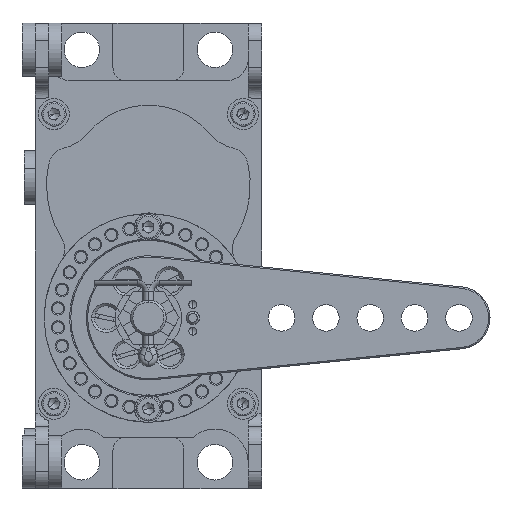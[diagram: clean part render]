
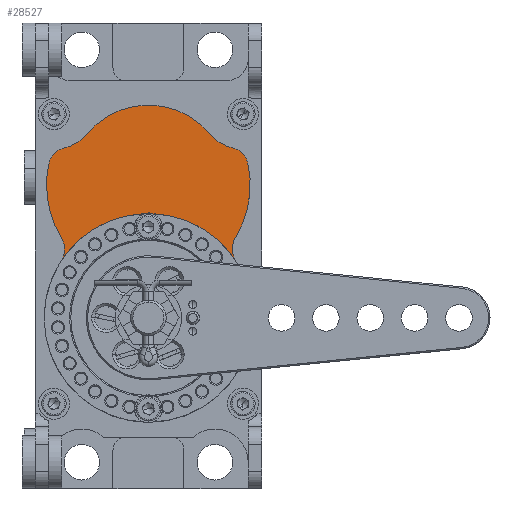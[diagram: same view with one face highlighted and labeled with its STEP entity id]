
A CAD part, top view. The second image highlights one B-rep face of the part: STEP entity #28527.
In plain terms, the highlighted planar face has unit normal (0, 0, 1).
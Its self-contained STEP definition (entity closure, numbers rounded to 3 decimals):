
#202 = CARTESIAN_POINT ( 'NONE',  ( 23.905, 15.517, 13.8 ) ) ;
#1442 = EDGE_CURVE ( 'NONE', #24455, #8933, #9302, .T. ) ;
#2704 = CARTESIAN_POINT ( 'NONE',  ( 0., 30., 13.8 ) ) ;
#2840 = VERTEX_POINT ( 'NONE', #12262 ) ;
#4386 = DIRECTION ( 'NONE',  ( 0., 0., 1. ) ) ;
#7363 = VERTEX_POINT ( 'NONE', #9599 ) ;
#8933 = VERTEX_POINT ( 'NONE', #62662 ) ;
#9033 = AXIS2_PLACEMENT_3D ( 'NONE', #12665, #48409, #63941 ) ;
#9302 = CIRCLE ( 'NONE', #51251, 23.5 ) ;
#9599 = CARTESIAN_POINT ( 'NONE',  ( -22.95, 30., 13.8 ) ) ;
#10425 = DIRECTION ( 'NONE',  ( 1., 0., 0. ) ) ;
#11248 = CIRCLE ( 'NONE', #53215, 4.4 ) ;
#11277 = DIRECTION ( 'NONE',  ( 0., 0., -1. ) ) ;
#12262 = CARTESIAN_POINT ( 'NONE',  ( -19.134, 38.271, 13.8 ) ) ;
#12665 = CARTESIAN_POINT ( 'NONE',  ( 0., 30., 13.8 ) ) ;
#15036 = CIRCLE ( 'NONE', #40130, 5. ) ;
#16013 = CARTESIAN_POINT ( 'NONE',  ( -19.629, 18.108, 13.8 ) ) ;
#16219 = CARTESIAN_POINT ( 'NONE',  ( -18.116, 33.991, 13.8 ) ) ;
#16384 = AXIS2_PLACEMENT_3D ( 'NONE', #66734, #71552, #34458 ) ;
#16816 = FACE_OUTER_BOUND ( 'NONE', #70839, .T. ) ;
#17808 = CIRCLE ( 'NONE', #25483, 4.4 ) ;
#18262 = AXIS2_PLACEMENT_3D ( 'NONE', #2704, #57501, #28754 ) ;
#18693 = DIRECTION ( 'NONE',  ( 0., 0., -1. ) ) ;
#18839 = EDGE_CURVE ( 'NONE', #2840, #26368, #17808, .T. ) ;
#19180 = DIRECTION ( 'NONE',  ( 1., 0., 0. ) ) ;
#19368 = AXIS2_PLACEMENT_3D ( 'NONE', #57574, #67156, #34855 ) ;
#19884 = VERTEX_POINT ( 'NONE', #39976 ) ;
#20122 = EDGE_CURVE ( 'NONE', #7363, #43852, #26124, .T. ) ;
#20672 = CARTESIAN_POINT ( 'NONE',  ( 22.413, 34.937, 13.8 ) ) ;
#22173 = CARTESIAN_POINT ( 'NONE',  ( 18.116, 33.991, 13.8 ) ) ;
#23152 = ORIENTED_EDGE ( 'NONE', *, *, #29104, .T. ) ;
#23439 = DIRECTION ( 'NONE',  ( 1., 0., 0. ) ) ;
#24064 = ORIENTED_EDGE ( 'NONE', *, *, #18839, .T. ) ;
#24455 = VERTEX_POINT ( 'NONE', #32518 ) ;
#24505 = DIRECTION ( 'NONE',  ( 0., 0., 1. ) ) ;
#25483 = AXIS2_PLACEMENT_3D ( 'NONE', #16219, #24505, #66354 ) ;
#26124 = CIRCLE ( 'NONE', #19368, 22.95 ) ;
#26368 = VERTEX_POINT ( 'NONE', #30620 ) ;
#26982 = DIRECTION ( 'NONE',  ( 0., 0., 1. ) ) ;
#27434 = DIRECTION ( 'NONE',  ( 0., 0., 1. ) ) ;
#28012 = ORIENTED_EDGE ( 'NONE', *, *, #1442, .F. ) ;
#28527 = ADVANCED_FACE ( 'NONE', ( #16816 ), #47764, .T. ) ;
#28754 = DIRECTION ( 'NONE',  ( 1., 0., 0. ) ) ;
#28768 = VERTEX_POINT ( 'NONE', #20672 ) ;
#29104 = EDGE_CURVE ( 'NONE', #28768, #52078, #11248, .T. ) ;
#30366 = ORIENTED_EDGE ( 'NONE', *, *, #20122, .T. ) ;
#30620 = CARTESIAN_POINT ( 'NONE',  ( -22.413, 34.937, 13.8 ) ) ;
#31040 = DIRECTION ( 'NONE',  ( 1., 0., 0. ) ) ;
#31825 = EDGE_CURVE ( 'NONE', #19884, #28768, #41582, .T. ) ;
#32518 = CARTESIAN_POINT ( 'NONE',  ( 19.711, 12.795, 13.8 ) ) ;
#33825 = CIRCLE ( 'NONE', #41681, 10. ) ;
#34458 = DIRECTION ( 'NONE',  ( 1., 0., 0. ) ) ;
#34855 = DIRECTION ( 'NONE',  ( 1., 0., 0. ) ) ;
#35610 = CARTESIAN_POINT ( 'NONE',  ( 13.788, 41.571, 13.8 ) ) ;
#36450 = VERTEX_POINT ( 'NONE', #35610 ) ;
#37517 = ORIENTED_EDGE ( 'NONE', *, *, #38052, .T. ) ;
#38052 = EDGE_CURVE ( 'NONE', #24455, #19884, #57797, .T. ) ;
#38841 = CARTESIAN_POINT ( 'NONE',  ( -13.788, 41.571, 13.8 ) ) ;
#39976 = CARTESIAN_POINT ( 'NONE',  ( 19.629, 18.108, 13.8 ) ) ;
#40130 = AXIS2_PLACEMENT_3D ( 'NONE', #55352, #11277, #52984 ) ;
#40430 = AXIS2_PLACEMENT_3D ( 'NONE', #202, #44277, #45482 ) ;
#41582 = CIRCLE ( 'NONE', #18262, 22.95 ) ;
#41681 = AXIS2_PLACEMENT_3D ( 'NONE', #70066, #18693, #10425 ) ;
#42592 = CARTESIAN_POINT ( 'NONE',  ( 0., 0., 13.8 ) ) ;
#43726 = EDGE_CURVE ( 'NONE', #26368, #7363, #71810, .T. ) ;
#43852 = VERTEX_POINT ( 'NONE', #16013 ) ;
#44205 = CARTESIAN_POINT ( 'NONE',  ( 0., 30., 13.8 ) ) ;
#44277 = DIRECTION ( 'NONE',  ( 0., 0., -1. ) ) ;
#45482 = DIRECTION ( 'NONE',  ( 1., 0., 0. ) ) ;
#47764 = PLANE ( 'NONE',  #55416 ) ;
#48409 = DIRECTION ( 'NONE',  ( 0., 0., -1. ) ) ;
#51251 = AXIS2_PLACEMENT_3D ( 'NONE', #42592, #26982, #23439 ) ;
#52078 = VERTEX_POINT ( 'NONE', #60347 ) ;
#52984 = DIRECTION ( 'NONE',  ( 1., 0., 0. ) ) ;
#53215 = AXIS2_PLACEMENT_3D ( 'NONE', #22173, #4386, #61618 ) ;
#54714 = VERTEX_POINT ( 'NONE', #38841 ) ;
#55352 = CARTESIAN_POINT ( 'NONE',  ( -23.905, 15.517, 13.8 ) ) ;
#55416 = AXIS2_PLACEMENT_3D ( 'NONE', #44205, #27434, #19180 ) ;
#57501 = DIRECTION ( 'NONE',  ( 0., 0., 1. ) ) ;
#57574 = CARTESIAN_POINT ( 'NONE',  ( 0., 30., 13.8 ) ) ;
#57797 = CIRCLE ( 'NONE', #40430, 5. ) ;
#57833 = ORIENTED_EDGE ( 'NONE', *, *, #58818, .T. ) ;
#58368 = CIRCLE ( 'NONE', #16384, 10. ) ;
#58530 = DIRECTION ( 'NONE',  ( 0., 0., 1. ) ) ;
#58548 = AXIS2_PLACEMENT_3D ( 'NONE', #63349, #58530, #31040 ) ;
#58818 = EDGE_CURVE ( 'NONE', #52078, #36450, #58368, .T. ) ;
#60347 = CARTESIAN_POINT ( 'NONE',  ( 19.134, 38.271, 13.8 ) ) ;
#61046 = CIRCLE ( 'NONE', #9033, 18. ) ;
#61618 = DIRECTION ( 'NONE',  ( 1., 0., 0. ) ) ;
#62142 = ORIENTED_EDGE ( 'NONE', *, *, #43726, .T. ) ;
#62368 = EDGE_CURVE ( 'NONE', #54714, #2840, #33825, .T. ) ;
#62662 = CARTESIAN_POINT ( 'NONE',  ( -19.711, 12.795, 13.8 ) ) ;
#63234 = EDGE_CURVE ( 'NONE', #54714, #36450, #61046, .T. ) ;
#63349 = CARTESIAN_POINT ( 'NONE',  ( 0., 30., 13.8 ) ) ;
#63847 = ORIENTED_EDGE ( 'NONE', *, *, #62368, .T. ) ;
#63941 = DIRECTION ( 'NONE',  ( 1., 0., 0. ) ) ;
#66099 = ORIENTED_EDGE ( 'NONE', *, *, #31825, .T. ) ;
#66354 = DIRECTION ( 'NONE',  ( 1., 0., 0. ) ) ;
#66734 = CARTESIAN_POINT ( 'NONE',  ( 21.448, 48., 13.8 ) ) ;
#67083 = ORIENTED_EDGE ( 'NONE', *, *, #63234, .F. ) ;
#67156 = DIRECTION ( 'NONE',  ( 0., 0., 1. ) ) ;
#67801 = EDGE_CURVE ( 'NONE', #43852, #8933, #15036, .T. ) ;
#68798 = ORIENTED_EDGE ( 'NONE', *, *, #67801, .T. ) ;
#70066 = CARTESIAN_POINT ( 'NONE',  ( -21.448, 48., 13.8 ) ) ;
#70839 = EDGE_LOOP ( 'NONE', ( #63847, #24064, #62142, #30366, #68798, #28012, #37517, #66099, #23152, #57833, #67083 ) ) ;
#71552 = DIRECTION ( 'NONE',  ( 0., 0., -1. ) ) ;
#71810 = CIRCLE ( 'NONE', #58548, 22.95 ) ;
